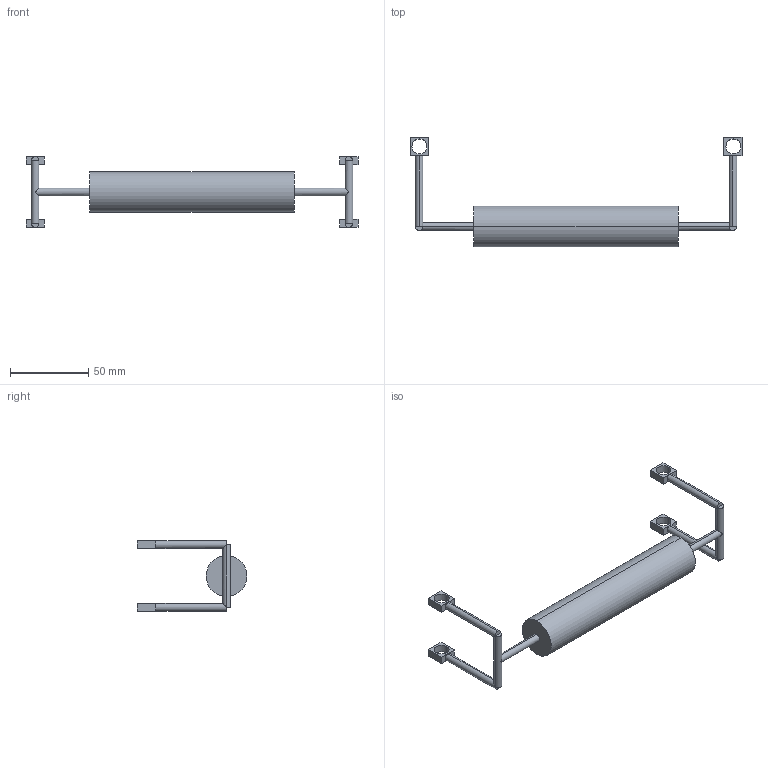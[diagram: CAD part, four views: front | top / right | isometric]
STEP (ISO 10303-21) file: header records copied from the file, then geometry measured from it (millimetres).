
FILE_DESCRIPTION (( 'STEP AP203' ), '1' );
FILE_NAME ('Rotator_Default_sldprt.STEP', '2021-04-01T17:25:40', ( '' ), ( '' ), 'SwSTEP 2.0', 'SolidWorks 2020', '' );
FILE_SCHEMA (( 'CONFIG_CONTROL_DESIGN' ));
Length unit declared in the file: millimetre
Products named in the file (1): Rotator_Default_sldprt
Bounding box: 211.53 x 70 x 45 mm (x, y, z)
Volume: 76674.2 mm3; surface area: 18701 mm2
Topology: 1 solids, 1 shells, 64 faces, 148 edges, 88 vertices
Faces by surface type: plane 38, cylinder 26
Entity records: 1873 total; most frequent: CARTESIAN_POINT 349, DIRECTION 306, ORIENTED_EDGE 296, EDGE_CURVE 148, AXIS2_PLACEMENT_3D 109, LINE 88, VERTEX_POINT 88, VECTOR 88
